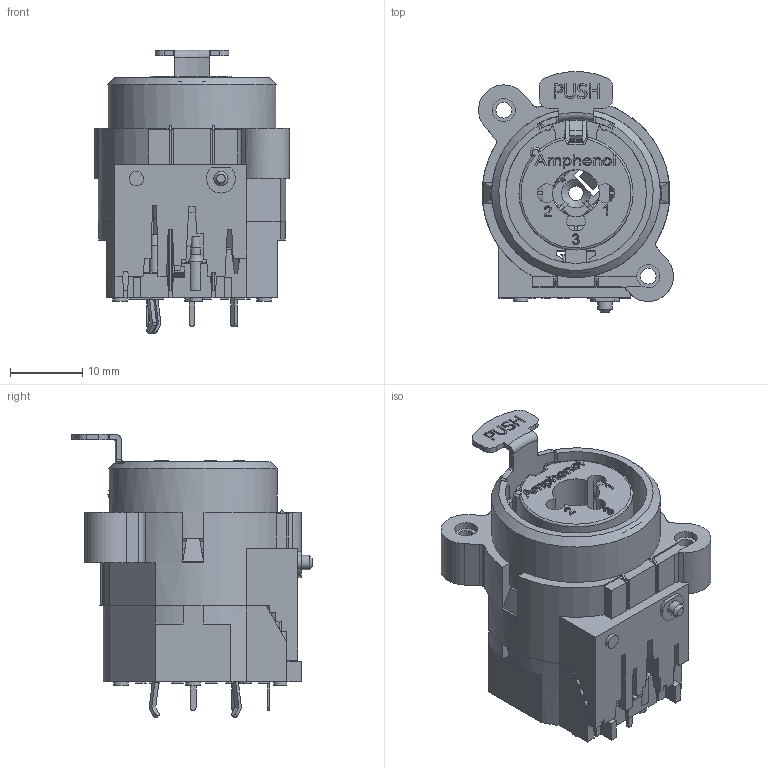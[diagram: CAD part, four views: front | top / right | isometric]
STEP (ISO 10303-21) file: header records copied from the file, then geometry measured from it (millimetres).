
FILE_DESCRIPTION((''),'2;1');
FILE_NAME('ACJC6V.stp','2012-08-10T15:59:17',('minh'),(''),'Autodesk Inventor 2012','Autodesk Inventor 2012','');
FILE_SCHEMA(('AUTOMOTIVE_DESIGN { 1 0 10303 214 1 1 1 1 }'));
Length unit declared in the file: millimetre
Products named in the file (12): ACJC6V; upper shell; Contact-1.ipt(CS); Contact-2; Contact-3.ipt(CS); Contact-G; Contact-R; Latch; bottom shell; Contact-S; Contact-T; PUSH
Assembly tree (11 placements, depth 2):
  ACJC6V
    upper shell
    Contact-1.ipt(CS)
    Contact-2
    Contact-3.ipt(CS)
    Contact-G
    Contact-R
    Latch
    bottom shell
    Contact-S
    Contact-T
    PUSH
Bounding box: 27 x 33.31 x 39.3 mm (x, y, z)
Volume: 8035.9 mm3; surface area: 14425 mm2
Topology: 11 solids, 11 shells, 1796 faces, 5047 edges, 3296 vertices
Faces by surface type: plane 1237, cylinder 312, bspline 194, cone 41, torus 7, revolution 5
Full cylindrical faces by diameter (mm): 1 x8, 1.35 x2, 1.5 x4, 1.6 x2, 1.8 x1, 1.9 x3, 2 x9, 2.2 x2, 2.5 x3, 3.2 x4, 3.5 x1, 6.5 x1, 23.4 x1
Entity records: 59033 total; most frequent: CARTESIAN_POINT 13305, ORIENTED_EDGE 9968, DIRECTION 8525, EDGE_CURVE 4984, VECTOR 3762, LINE 3762, VERTEX_POINT 3281, AXIS2_PLACEMENT_3D 2379
